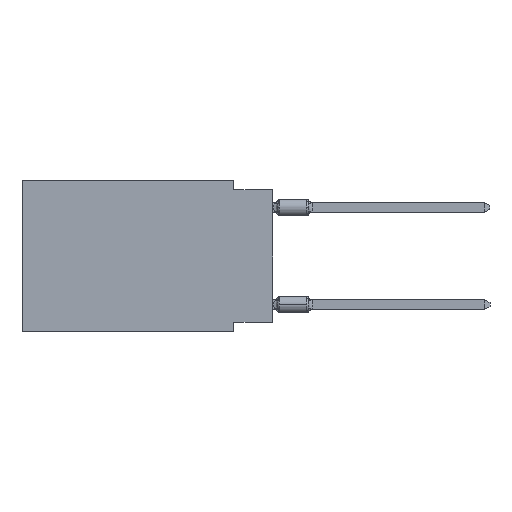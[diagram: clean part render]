
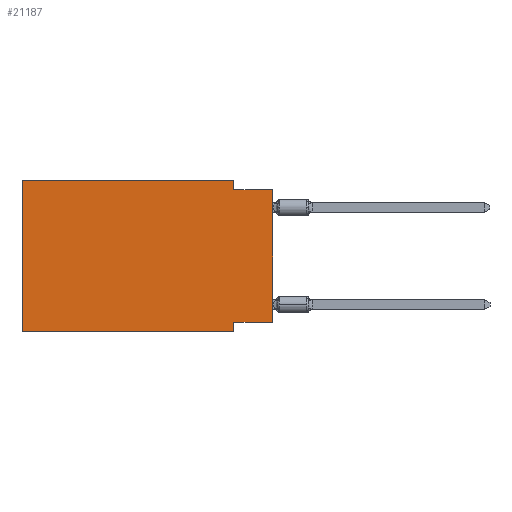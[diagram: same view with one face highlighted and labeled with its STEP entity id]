
A CAD part, left-side view. The second image highlights one B-rep face of the part: STEP entity #21187.
In plain terms, the highlighted planar face has unit normal (-1, 0, 0).
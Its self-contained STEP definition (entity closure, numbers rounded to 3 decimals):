
#801 = VERTEX_POINT ( 'NONE', #8814 ) ;
#872 = DIRECTION ( 'NONE',  ( 0., 0., 1. ) ) ;
#1352 = LINE ( 'NONE', #23733, #12031 ) ;
#1918 = DIRECTION ( 'NONE',  ( 0., 0., -1. ) ) ;
#2186 = CARTESIAN_POINT ( 'NONE',  ( 0., 2.54, -9.906 ) ) ;
#3093 = DIRECTION ( 'NONE',  ( 0., 1., 0. ) ) ;
#3601 = EDGE_CURVE ( 'NONE', #6325, #17115, #14309, .T. ) ;
#3635 = EDGE_CURVE ( 'NONE', #17115, #11231, #26751, .T. ) ;
#4463 = VECTOR ( 'NONE', #16092, 1000. ) ;
#5602 = CARTESIAN_POINT ( 'NONE',  ( 0., 16.383, 0. ) ) ;
#5842 = EDGE_CURVE ( 'NONE', #25732, #801, #11097, .T. ) ;
#6201 = ORIENTED_EDGE ( 'NONE', *, *, #17898, .T. ) ;
#6325 = VERTEX_POINT ( 'NONE', #26501 ) ;
#6397 = VERTEX_POINT ( 'NONE', #18309 ) ;
#6493 = FACE_OUTER_BOUND ( 'NONE', #23241, .T. ) ;
#6589 = EDGE_CURVE ( 'NONE', #25732, #6325, #10810, .T. ) ;
#6623 = DIRECTION ( 'NONE',  ( 0., 0., -1. ) ) ;
#6890 = CARTESIAN_POINT ( 'NONE',  ( 0., 2.54, 0. ) ) ;
#6992 = EDGE_CURVE ( 'NONE', #20629, #24181, #1352, .T. ) ;
#7734 = CARTESIAN_POINT ( 'NONE',  ( 0., 2.54, -0.635 ) ) ;
#8669 = PLANE ( 'NONE',  #9210 ) ;
#8814 = CARTESIAN_POINT ( 'NONE',  ( 0., 2.54, -9.906 ) ) ;
#8866 = ORIENTED_EDGE ( 'NONE', *, *, #3601, .F. ) ;
#8915 = ORIENTED_EDGE ( 'NONE', *, *, #6589, .F. ) ;
#9210 = AXIS2_PLACEMENT_3D ( 'NONE', #17024, #25347, #6623 ) ;
#10093 = CARTESIAN_POINT ( 'NONE',  ( 0., 0., -9.271 ) ) ;
#10094 = EDGE_CURVE ( 'NONE', #11231, #6397, #20863, .T. ) ;
#10318 = ORIENTED_EDGE ( 'NONE', *, *, #3635, .F. ) ;
#10810 = LINE ( 'NONE', #19173, #20786 ) ;
#11097 = LINE ( 'NONE', #15336, #12825 ) ;
#11231 = VERTEX_POINT ( 'NONE', #7734 ) ;
#12031 = VECTOR ( 'NONE', #3093, 1000. ) ;
#12154 = VECTOR ( 'NONE', #18018, 1000. ) ;
#12825 = VECTOR ( 'NONE', #23423, 1000. ) ;
#14065 = ORIENTED_EDGE ( 'NONE', *, *, #5842, .T. ) ;
#14253 = ORIENTED_EDGE ( 'NONE', *, *, #18337, .F. ) ;
#14309 = LINE ( 'NONE', #5602, #4463 ) ;
#14336 = VECTOR ( 'NONE', #14720, 1000. ) ;
#14553 = DIRECTION ( 'NONE',  ( 0., -1., 0. ) ) ;
#14720 = DIRECTION ( 'NONE',  ( 0., 0., -1. ) ) ;
#15253 = VECTOR ( 'NONE', #14553, 1000. ) ;
#15336 = CARTESIAN_POINT ( 'NONE',  ( 0., 16.383, -9.906 ) ) ;
#16092 = DIRECTION ( 'NONE',  ( 0., -1., 0. ) ) ;
#17024 = CARTESIAN_POINT ( 'NONE',  ( 0., 16.383, 0. ) ) ;
#17115 = VERTEX_POINT ( 'NONE', #6890 ) ;
#17898 = EDGE_CURVE ( 'NONE', #20629, #6397, #26201, .T. ) ;
#18018 = DIRECTION ( 'NONE',  ( 0., 0., 1. ) ) ;
#18305 = CARTESIAN_POINT ( 'NONE',  ( 0., 16.383, -9.906 ) ) ;
#18309 = CARTESIAN_POINT ( 'NONE',  ( 0., 0., -0.635 ) ) ;
#18337 = EDGE_CURVE ( 'NONE', #24181, #801, #23351, .T. ) ;
#19173 = CARTESIAN_POINT ( 'NONE',  ( 0., 16.383, 0. ) ) ;
#20624 = CARTESIAN_POINT ( 'NONE',  ( 0., 2.54, 0. ) ) ;
#20628 = VECTOR ( 'NONE', #1918, 1000. ) ;
#20629 = VERTEX_POINT ( 'NONE', #10093 ) ;
#20786 = VECTOR ( 'NONE', #872, 1000. ) ;
#20863 = LINE ( 'NONE', #23046, #15253 ) ;
#20950 = ORIENTED_EDGE ( 'NONE', *, *, #6992, .F. ) ;
#21187 = ADVANCED_FACE ( 'NONE', ( #6493 ), #8669, .F. ) ;
#21569 = CARTESIAN_POINT ( 'NONE',  ( 0., 2.54, -9.271 ) ) ;
#23046 = CARTESIAN_POINT ( 'NONE',  ( 0., 0., -0.635 ) ) ;
#23241 = EDGE_LOOP ( 'NONE', ( #6201, #25947, #10318, #8866, #8915, #14065, #14253, #20950 ) ) ;
#23351 = LINE ( 'NONE', #2186, #14336 ) ;
#23423 = DIRECTION ( 'NONE',  ( 0., -1., 0. ) ) ;
#23733 = CARTESIAN_POINT ( 'NONE',  ( 0., 0., -9.271 ) ) ;
#23895 = CARTESIAN_POINT ( 'NONE',  ( 0., 0., 0. ) ) ;
#24181 = VERTEX_POINT ( 'NONE', #21569 ) ;
#25347 = DIRECTION ( 'NONE',  ( 1., 0., 0. ) ) ;
#25732 = VERTEX_POINT ( 'NONE', #18305 ) ;
#25947 = ORIENTED_EDGE ( 'NONE', *, *, #10094, .F. ) ;
#26201 = LINE ( 'NONE', #23895, #12154 ) ;
#26501 = CARTESIAN_POINT ( 'NONE',  ( 0., 16.383, 0. ) ) ;
#26751 = LINE ( 'NONE', #20624, #20628 ) ;
